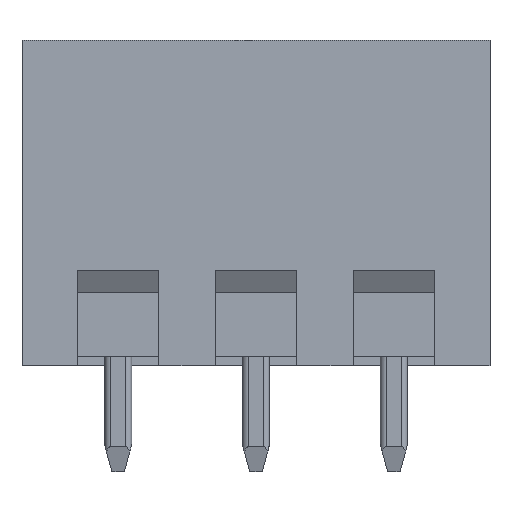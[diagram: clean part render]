
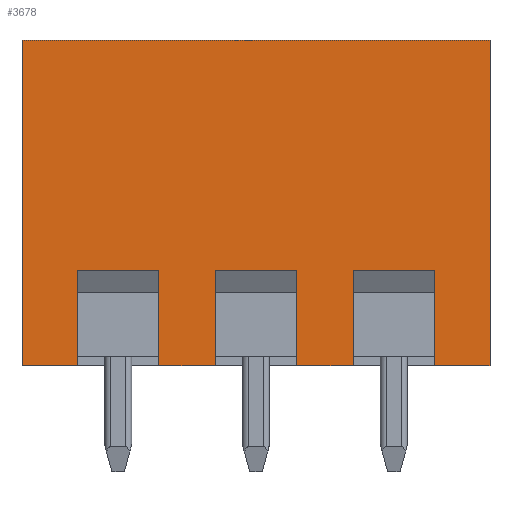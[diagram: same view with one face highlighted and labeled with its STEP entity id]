
A CAD part, front view. The second image highlights one B-rep face of the part: STEP entity #3678.
In plain terms, the highlighted planar face has unit normal (0, -1, 0).
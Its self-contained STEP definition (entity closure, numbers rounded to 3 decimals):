
#3678=ADVANCED_FACE('',(#9286),#9287,.T.);
#4752=VERTEX_POINT('',#10780);
#4756=VERTEX_POINT('',#10784);
#4758=EDGE_CURVE('',#4756,#4752,#10786,.T.);
#4766=VERTEX_POINT('',#10794);
#4768=VERTEX_POINT('',#10796);
#4770=EDGE_CURVE('',#4766,#4768,#10798,.T.);
#4986=VERTEX_POINT('',#11014);
#4988=EDGE_CURVE('',#4986,#4756,#11016,.T.);
#4994=VERTEX_POINT('',#11022);
#4996=EDGE_CURVE('',#4994,#4986,#11024,.T.);
#5002=VERTEX_POINT('',#11030);
#5020=VERTEX_POINT('',#11048);
#5024=EDGE_CURVE('',#5002,#5020,#11052,.T.);
#5200=VERTEX_POINT('',#11230);
#5202=EDGE_CURVE('',#5200,#5002,#11232,.T.);
#5208=VERTEX_POINT('',#11238);
#5210=EDGE_CURVE('',#5208,#5200,#11240,.T.);
#5216=VERTEX_POINT('',#11246);
#5234=VERTEX_POINT('',#11264);
#5238=EDGE_CURVE('',#5216,#5234,#11268,.T.);
#5310=VERTEX_POINT('',#11341);
#5312=EDGE_CURVE('',#5310,#5216,#11343,.T.);
#5314=EDGE_CURVE('',#5234,#5208,#11345,.T.);
#5316=EDGE_CURVE('',#5020,#4994,#11347,.T.);
#5318=EDGE_CURVE('',#4752,#4768,#11349,.T.);
#5320=VERTEX_POINT('',#11351);
#5322=EDGE_CURVE('',#5320,#4766,#11353,.T.);
#5324=VERTEX_POINT('',#11355);
#5326=EDGE_CURVE('',#5320,#5324,#11357,.T.);
#5328=VERTEX_POINT('',#11359);
#5330=EDGE_CURVE('',#5324,#5328,#11361,.T.);
#5332=EDGE_CURVE('',#5328,#5310,#11363,.T.);
#9286=FACE_OUTER_BOUND('',#17167,.T.);
#9287=PLANE('',#17168);
#10780=CARTESIAN_POINT('',(15.2,0.0,0.0));
#10784=CARTESIAN_POINT('',(15.2,0.0,3.5));
#10786=LINE('',#18889,#18890);
#10794=CARTESIAN_POINT('',(17.24,0.0,12.0));
#10796=CARTESIAN_POINT('',(17.24,0.0,0.0));
#10798=LINE('',#18907,#18908);
#11014=CARTESIAN_POINT('',(12.2,0.0,3.5));
#11016=LINE('',#19257,#19258);
#11022=CARTESIAN_POINT('',(12.2,0.0,0.0));
#11024=LINE('',#19271,#19272);
#11030=CARTESIAN_POINT('',(10.12,0.0,3.5));
#11048=CARTESIAN_POINT('',(10.12,0.0,0.0));
#11052=LINE('',#19315,#19316);
#11230=CARTESIAN_POINT('',(7.12,0.0,3.5));
#11232=LINE('',#19606,#19607);
#11238=CARTESIAN_POINT('',(7.12,0.0,0.0));
#11240=LINE('',#19620,#19621);
#11246=CARTESIAN_POINT('',(5.04,0.0,3.5));
#11264=CARTESIAN_POINT('',(5.04,0.0,0.0));
#11268=LINE('',#19664,#19665);
#11341=CARTESIAN_POINT('',(2.04,0.0,3.5));
#11343=LINE('',#19781,#19782);
#11345=LINE('',#19785,#19786);
#11347=LINE('',#19789,#19790);
#11349=LINE('',#19793,#19794);
#11351=CARTESIAN_POINT('',(0.0,0.0,12.0));
#11353=LINE('',#19799,#19800);
#11355=CARTESIAN_POINT('',(0.0,0.0,0.0));
#11357=LINE('',#19805,#19806);
#11359=CARTESIAN_POINT('',(2.04,0.0,0.0));
#11361=LINE('',#19811,#19812);
#11363=LINE('',#19815,#19816);
#17167=EDGE_LOOP('',(#26020,#26021,#26022,#26023,#26024,#26025,#26026,#26027,#26028,#26029,#26030,#26031,#26032,#26033,#26034,#26035));
#17168=AXIS2_PLACEMENT_3D('',#26036,#26037,#26038);
#18889=CARTESIAN_POINT('',(15.2,0.0,3.5));
#18890=VECTOR('',#29535,1.0);
#18907=CARTESIAN_POINT('',(17.24,0.0,12.0));
#18908=VECTOR('',#29538,1.0);
#19257=CARTESIAN_POINT('',(12.2,0.0,3.5));
#19258=VECTOR('',#29630,1.0);
#19271=CARTESIAN_POINT('',(12.2,0.0,0.0));
#19272=VECTOR('',#29633,1.0);
#19315=CARTESIAN_POINT('',(10.12,0.0,3.5));
#19316=VECTOR('',#29641,1.0);
#19606=CARTESIAN_POINT('',(7.12,0.0,3.5));
#19607=VECTOR('',#29735,1.0);
#19620=CARTESIAN_POINT('',(7.12,0.0,0.0));
#19621=VECTOR('',#29738,1.0);
#19664=CARTESIAN_POINT('',(5.04,0.0,3.5));
#19665=VECTOR('',#29746,1.0);
#19781=CARTESIAN_POINT('',(2.04,0.0,3.5));
#19782=VECTOR('',#29787,1.0);
#19785=CARTESIAN_POINT('',(5.04,0.0,0.0));
#19786=VECTOR('',#29788,1.0);
#19789=CARTESIAN_POINT('',(10.12,0.0,0.0));
#19790=VECTOR('',#29789,1.0);
#19793=CARTESIAN_POINT('',(15.2,0.0,0.0));
#19794=VECTOR('',#29790,1.0);
#19799=CARTESIAN_POINT('',(3.54,0.0,12.0));
#19800=VECTOR('',#29791,1.0);
#19805=CARTESIAN_POINT('',(0.0,0.0,12.0));
#19806=VECTOR('',#29792,1.0);
#19811=CARTESIAN_POINT('',(0.0,0.0,0.0));
#19812=VECTOR('',#29793,1.0);
#19815=CARTESIAN_POINT('',(2.04,0.0,0.0));
#19816=VECTOR('',#29794,1.0);
#26020=ORIENTED_EDGE('',*,*,#5312,.T.);
#26021=ORIENTED_EDGE('',*,*,#5238,.T.);
#26022=ORIENTED_EDGE('',*,*,#5314,.T.);
#26023=ORIENTED_EDGE('',*,*,#5210,.T.);
#26024=ORIENTED_EDGE('',*,*,#5202,.T.);
#26025=ORIENTED_EDGE('',*,*,#5024,.T.);
#26026=ORIENTED_EDGE('',*,*,#5316,.T.);
#26027=ORIENTED_EDGE('',*,*,#4996,.T.);
#26028=ORIENTED_EDGE('',*,*,#4988,.T.);
#26029=ORIENTED_EDGE('',*,*,#4758,.T.);
#26030=ORIENTED_EDGE('',*,*,#5318,.T.);
#26031=ORIENTED_EDGE('',*,*,#4770,.F.);
#26032=ORIENTED_EDGE('',*,*,#5322,.F.);
#26033=ORIENTED_EDGE('',*,*,#5326,.T.);
#26034=ORIENTED_EDGE('',*,*,#5330,.T.);
#26035=ORIENTED_EDGE('',*,*,#5332,.T.);
#26036=CARTESIAN_POINT('',(-0.095,0.0,12.306));
#26037=DIRECTION('',(0.0,-1.0,0.0));
#26038=DIRECTION('',(0.0,0.0,-1.0));
#29535=DIRECTION('',(0.0,0.0,-1.0));
#29538=DIRECTION('',(0.0,0.0,-1.0));
#29630=DIRECTION('',(1.0,0.0,0.0));
#29633=DIRECTION('',(0.0,0.0,1.0));
#29641=DIRECTION('',(0.0,0.0,-1.0));
#29735=DIRECTION('',(1.0,0.0,0.0));
#29738=DIRECTION('',(0.0,0.0,1.0));
#29746=DIRECTION('',(0.0,0.0,-1.0));
#29787=DIRECTION('',(1.0,0.0,0.0));
#29788=DIRECTION('',(1.0,0.0,0.0));
#29789=DIRECTION('',(1.0,0.0,0.0));
#29790=DIRECTION('',(1.0,0.0,0.0));
#29791=DIRECTION('',(1.0,0.0,0.0));
#29792=DIRECTION('',(0.0,0.0,-1.0));
#29793=DIRECTION('',(1.0,0.0,0.0));
#29794=DIRECTION('',(0.0,0.0,1.0));
